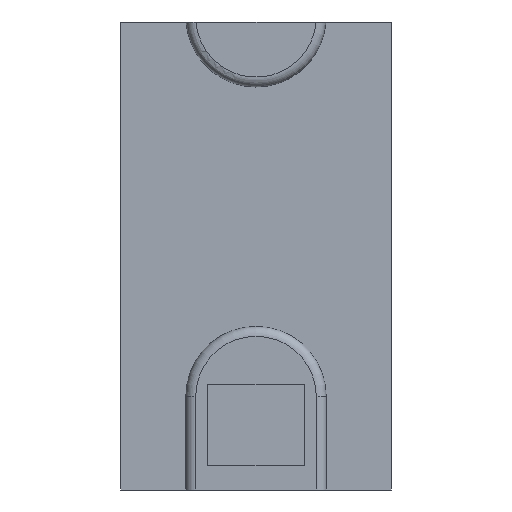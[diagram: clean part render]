
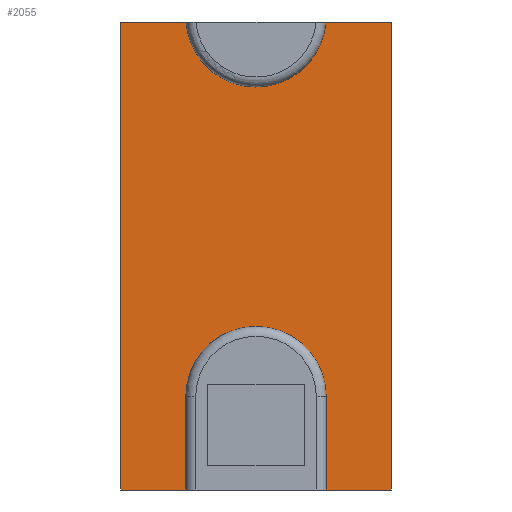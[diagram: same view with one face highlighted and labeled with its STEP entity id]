
A CAD part, front view. The second image highlights one B-rep face of the part: STEP entity #2055.
In plain terms, the highlighted planar face has unit normal (0, -1, 0).
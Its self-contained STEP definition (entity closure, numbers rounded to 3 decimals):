
#57=CIRCLE('',#2134,14.25);
#68=CIRCLE('',#2152,14.25);
#242=FACE_OUTER_BOUND('',#365,.T.);
#365=EDGE_LOOP('',(#1857,#1858,#1859,#1860,#1861,#1862,#1863,#1864,#1865,
#1866));
#481=LINE('',#3051,#700);
#484=LINE('',#3084,#703);
#488=LINE('',#3092,#707);
#498=LINE('',#3129,#717);
#578=LINE('',#3491,#797);
#581=LINE('',#3496,#800);
#583=LINE('',#3505,#802);
#584=LINE('',#3506,#803);
#700=VECTOR('',#2475,10.);
#703=VECTOR('',#2486,10.);
#707=VECTOR('',#2490,10.);
#717=VECTOR('',#2520,10.);
#797=VECTOR('',#2774,10.);
#800=VECTOR('',#2779,10.);
#802=VECTOR('',#2791,10.);
#803=VECTOR('',#2792,10.);
#884=VERTEX_POINT('',#3043);
#885=VERTEX_POINT('',#3045);
#886=VERTEX_POINT('',#3049);
#891=VERTEX_POINT('',#3081);
#892=VERTEX_POINT('',#3083);
#895=VERTEX_POINT('',#3089);
#896=VERTEX_POINT('',#3091);
#913=VERTEX_POINT('',#3128);
#990=VERTEX_POINT('',#3490);
#991=VERTEX_POINT('',#3494);
#1113=EDGE_CURVE('',#885,#884,#57,.T.);
#1116=EDGE_CURVE('',#884,#886,#481,.T.);
#1123=EDGE_CURVE('',#892,#891,#484,.T.);
#1127=EDGE_CURVE('',#896,#895,#488,.T.);
#1145=EDGE_CURVE('',#913,#885,#498,.T.);
#1148=EDGE_CURVE('',#891,#896,#68,.T.);
#1276=EDGE_CURVE('',#892,#990,#578,.T.);
#1279=EDGE_CURVE('',#991,#895,#581,.T.);
#1283=EDGE_CURVE('',#991,#913,#583,.T.);
#1284=EDGE_CURVE('',#886,#990,#584,.T.);
#1857=ORIENTED_EDGE('',*,*,#1116,.T.);
#1858=ORIENTED_EDGE('',*,*,#1284,.T.);
#1859=ORIENTED_EDGE('',*,*,#1276,.F.);
#1860=ORIENTED_EDGE('',*,*,#1123,.T.);
#1861=ORIENTED_EDGE('',*,*,#1148,.T.);
#1862=ORIENTED_EDGE('',*,*,#1127,.T.);
#1863=ORIENTED_EDGE('',*,*,#1279,.F.);
#1864=ORIENTED_EDGE('',*,*,#1283,.T.);
#1865=ORIENTED_EDGE('',*,*,#1145,.T.);
#1866=ORIENTED_EDGE('',*,*,#1113,.T.);
#1944=PLANE('',#2243);
#2055=ADVANCED_FACE('',(#242),#1944,.F.);
#2134=AXIS2_PLACEMENT_3D('',#3046,#2469,#2470);
#2152=AXIS2_PLACEMENT_3D('',#3134,#2527,#2528);
#2243=AXIS2_PLACEMENT_3D('',#3507,#2793,#2794);
#2469=DIRECTION('center_axis',(0.,1.,0.));
#2470=DIRECTION('ref_axis',(1.,0.,0.));
#2475=DIRECTION('',(0.,0.,-1.));
#2486=DIRECTION('',(-1.,0.,0.));
#2490=DIRECTION('',(-1.,0.,0.));
#2520=DIRECTION('',(0.,0.,1.));
#2527=DIRECTION('center_axis',(0.,1.,0.));
#2528=DIRECTION('ref_axis',(1.,0.,0.));
#2774=DIRECTION('',(0.,0.,-1.));
#2779=DIRECTION('',(0.,0.,1.));
#2791=DIRECTION('',(1.,0.,0.));
#2792=DIRECTION('',(1.,0.,0.));
#2793=DIRECTION('center_axis',(0.,1.,0.));
#2794=DIRECTION('ref_axis',(0.,0.,1.));
#3043=CARTESIAN_POINT('',(39.25,0.,-76.047));
#3045=CARTESIAN_POINT('',(10.75,0.,-76.047));
#3046=CARTESIAN_POINT('Origin',(25.,0.,-76.047));
#3049=CARTESIAN_POINT('',(39.25,0.,-95.));
#3051=CARTESIAN_POINT('',(39.25,0.,-71.25));
#3081=CARTESIAN_POINT('',(39.211,0.,0.));
#3083=CARTESIAN_POINT('',(52.5,0.,0.));
#3084=CARTESIAN_POINT('',(0.,0.,0.));
#3089=CARTESIAN_POINT('',(-2.5,0.,0.));
#3091=CARTESIAN_POINT('',(10.789,0.,0.));
#3092=CARTESIAN_POINT('',(0.,0.,0.));
#3128=CARTESIAN_POINT('',(10.75,0.,-95.));
#3129=CARTESIAN_POINT('',(10.75,0.,-61.774));
#3134=CARTESIAN_POINT('Origin',(25.,0.,1.047));
#3490=CARTESIAN_POINT('',(52.5,0.,-95.));
#3491=CARTESIAN_POINT('',(52.5,0.,0.));
#3494=CARTESIAN_POINT('',(-2.5,0.,-95.));
#3496=CARTESIAN_POINT('',(-2.5,0.,-95.));
#3505=CARTESIAN_POINT('',(50.,0.,-95.));
#3506=CARTESIAN_POINT('',(50.,0.,-95.));
#3507=CARTESIAN_POINT('Origin',(25.,0.,-47.5));
